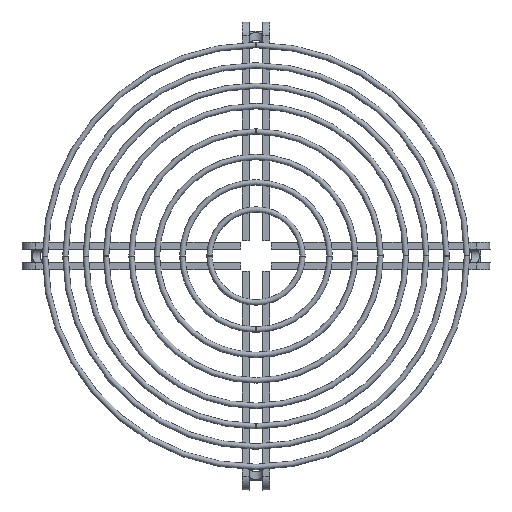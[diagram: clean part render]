
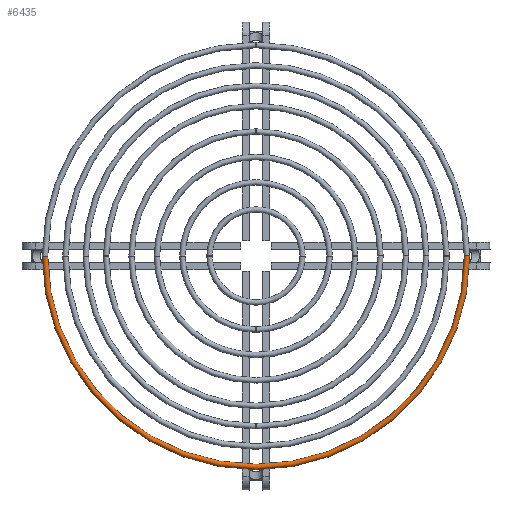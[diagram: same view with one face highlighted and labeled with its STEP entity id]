
A CAD part, front view. The second image highlights one B-rep face of the part: STEP entity #6435.
In plain terms, the highlighted toroidal (fillet/blend) face has major radius 62.2 mm and minor radius 0.8 mm.
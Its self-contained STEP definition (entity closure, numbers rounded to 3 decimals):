
#6187=CARTESIAN_POINT('POINT407',(63.,-2.8,
   0.));
#6188=VERTEX_POINT('VERTEX407',#6187);
#6196=CARTESIAN_POINT('POINT408',(61.4,-2.8,
   0.));
#6197=VERTEX_POINT('VERTEX408',#6196);
#6198=CARTESIAN_POINT('POS483',(62.2,-2.8,
   0.));
#6199=DIRECTION('DIR749',(0.,0.,-1.));
#6200=DIRECTION('DIR750',(1.,0.,0.));
#6201=AXIS2_PLACEMENT_3D('AXIS267',#6198,#6199,#6200);
#6202=CIRCLE('ELLIPSE178',#6201,0.8);
#6243=CARTESIAN_POINT('POS487',(0.,-2.8,0.));
#6244=DIRECTION('DIR757',(0.,1.,0.));
#6245=DIRECTION('DIR758',(-1.,0.,0.));
#6246=AXIS2_PLACEMENT_3D('AXIS271',#6243,#6244,#6245);
#6247=TOROIDAL_SURFACE('TORUS1',#6246,62.2,0.8);
#6252=EDGE_CURVE('EDGE616',#6188,#6197,#6202,.T.);
#6257=CARTESIAN_POINT('POINT413',(-63.,-2.8,
   0.));
#6258=VERTEX_POINT('VERTEX413',#6257);
#6259=CARTESIAN_POINT('POS488',(0.,-2.8,0.));
#6260=DIRECTION('DIR759',(0.,1.,0.));
#6261=DIRECTION('DIR760',(0.,0.,1.));
#6262=AXIS2_PLACEMENT_3D('AXIS272',#6259,#6260,#6261);
#6263=CIRCLE('ELLIPSE182',#6262,63.);
#6264=EDGE_CURVE('EDGE617',#6188,#6258,#6263,.T.);
#6266=CARTESIAN_POINT('POINT414',(-61.4,-2.8,
   0.));
#6267=VERTEX_POINT('VERTEX414',#6266);
#6268=CARTESIAN_POINT('POS489',(-62.2,-2.8,
   0.));
#6269=DIRECTION('DIR761',(0.,0.,-1.));
#6270=DIRECTION('DIR762',(-1.,0.,0.));
#6271=AXIS2_PLACEMENT_3D('AXIS273',#6268,#6269,#6270);
#6272=CIRCLE('ELLIPSE183',#6271,0.8);
#6275=CARTESIAN_POINT('POS490',(0.,-2.8,0.));
#6276=DIRECTION('DIR763',(0.,-1.,0.));
#6277=DIRECTION('DIR764',(0.,0.,1.));
#6278=AXIS2_PLACEMENT_3D('AXIS274',#6275,#6276,#6277);
#6279=CIRCLE('ELLIPSE184',#6278,61.4);
#6280=EDGE_CURVE('EDGE619',#6267,#6197,#6279,.T.);
#6428=ORIENTED_EDGE('COEDGE1245',*,*,#6264,.F.);
#6429=ORIENTED_EDGE('COEDGE1246',*,*,#6252,.T.);
#6430=ORIENTED_EDGE('COEDGE1247',*,*,#6280,.F.);
#6431=EDGE_CURVE('EDGE626',#6267,#6258,#6272,.T.);
#6432=ORIENTED_EDGE('COEDGE1248',*,*,#6431,.T.);
#6433=EDGE_LOOP('NONE',(#6428,#6429,#6430,#6432));
#6434=FACE_BOUND('LOOP1',#6433,.T.);
#6435=ADVANCED_FACE('FACE218',(#6434),#6247,.T.);
